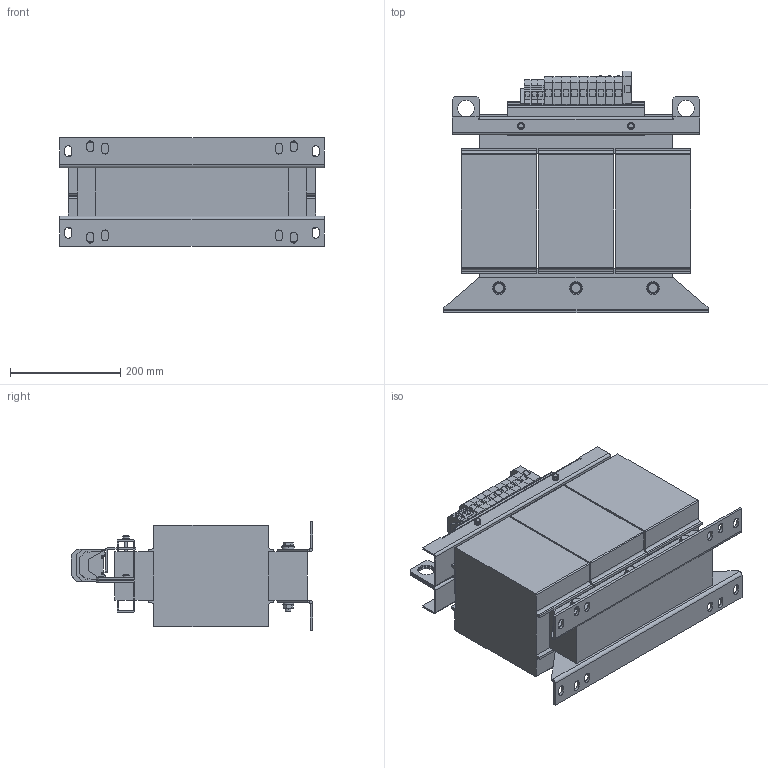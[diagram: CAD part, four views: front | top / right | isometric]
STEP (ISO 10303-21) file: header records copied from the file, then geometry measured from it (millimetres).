
FILE_DESCRIPTION (( 'STEP AP214' ), '1' );
FILE_NAME ('202607.STEP', '2020-05-28T17:49:10', ( '' ), ( '' ), 'SwSTEP 2.0', 'SolidWorks 2018', '' );
FILE_SCHEMA (( 'AUTOMOTIVE_DESIGN' ));
Length unit declared in the file: millimetre
Products named in the file (1): 202607
Bounding box: 480 x 439.55 x 198 mm (x, y, z)
Volume: 21605277.7 mm3; surface area: 1181541.9 mm2
Topology: 1 solids, 1 shells, 1377 faces, 3353 edges, 2078 vertices
Faces by surface type: plane 947, cylinder 330, cone 68, torus 24, sphere 8
Entity records: 40257 total; most frequent: CARTESIAN_POINT 7513, DIRECTION 6781, ORIENTED_EDGE 6706, EDGE_CURVE 3353, LINE 2433, VECTOR 2433, AXIS2_PLACEMENT_3D 2174, VERTEX_POINT 2078
